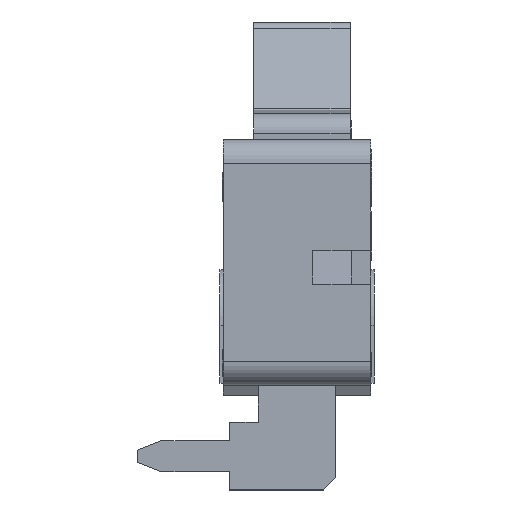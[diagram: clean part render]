
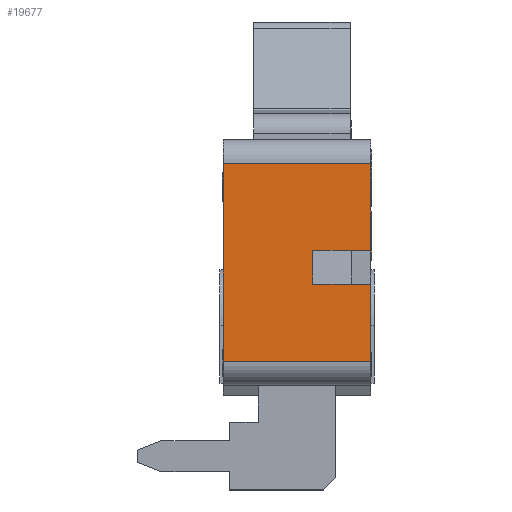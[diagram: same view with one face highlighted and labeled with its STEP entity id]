
A CAD part, left-side view. The second image highlights one B-rep face of the part: STEP entity #19677.
In plain terms, the highlighted planar face has unit normal (-1, 0, 0).
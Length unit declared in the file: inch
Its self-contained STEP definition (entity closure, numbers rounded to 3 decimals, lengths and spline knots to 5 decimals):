
#2596=CARTESIAN_POINT('',(-0.20079,-0.24016,0.12205));
#2597=VERTEX_POINT('',#2596);
#2604=CARTESIAN_POINT('',(-0.20079,-0.14567,0.12205));
#2605=VERTEX_POINT('',#2604);
#2606=CARTESIAN_POINT('',(-0.20079,-0.14567,0.12205));
#2607=DIRECTION('',(0.0,-1.0,0.0));
#2608=VECTOR('',#2607,0.09449);
#2609=LINE('',#2606,#2608);
#2610=EDGE_CURVE('',#2605,#2597,#2609,.T.);
#16255=CARTESIAN_POINT('',(-0.20079,-0.24016,0.06693));
#16256=VERTEX_POINT('',#16255);
#16263=CARTESIAN_POINT('',(-0.20079,-0.24016,-0.05906));
#16264=VERTEX_POINT('',#16263);
#16265=CARTESIAN_POINT('',(-0.20079,-0.24016,-0.05906));
#16266=DIRECTION('',(0.0,0.0,1.0));
#16267=VECTOR('',#16266,0.12598);
#16268=LINE('',#16265,#16267);
#16269=EDGE_CURVE('',#16264,#16256,#16268,.T.);
#16425=CARTESIAN_POINT('',(-0.20079,-0.24016,0.26378));
#16426=VERTEX_POINT('',#16425);
#16434=CARTESIAN_POINT('',(-0.20079,-0.24016,0.12205));
#16435=DIRECTION('',(0.0,0.0,1.0));
#16436=VECTOR('',#16435,0.14173);
#16437=LINE('',#16434,#16436);
#16438=EDGE_CURVE('',#2597,#16426,#16437,.T.);
#17188=CARTESIAN_POINT('',(-0.20079,-0.14567,0.06693));
#17189=VERTEX_POINT('',#17188);
#17198=CARTESIAN_POINT('',(-0.20079,-0.24016,0.06693));
#17199=DIRECTION('',(0.0,1.0,0.0));
#17200=VECTOR('',#17199,0.09449);
#17201=LINE('',#17198,#17200);
#17202=EDGE_CURVE('',#16256,#17189,#17201,.T.);
#17919=CARTESIAN_POINT('',(-0.20079,0.0,-0.05906));
#17920=VERTEX_POINT('',#17919);
#17928=CARTESIAN_POINT('',(-0.20079,0.0,0.26378));
#17929=VERTEX_POINT('',#17928);
#17930=CARTESIAN_POINT('',(-0.20079,0.0,0.26378));
#17931=DIRECTION('',(0.0,0.0,-1.0));
#17932=VECTOR('',#17931,0.32283);
#17933=LINE('',#17930,#17932);
#17934=EDGE_CURVE('',#17929,#17920,#17933,.T.);
#19641=CARTESIAN_POINT('',(-0.20079,-0.14567,0.06693));
#19642=DIRECTION('',(0.0,0.0,1.0));
#19643=VECTOR('',#19642,0.05512);
#19644=LINE('',#19641,#19643);
#19645=EDGE_CURVE('',#17189,#2605,#19644,.T.);
#19652=CARTESIAN_POINT('',(-0.20079,-0.25217,-0.0752));
#19653=DIRECTION('',(-1.0,0.0,0.0));
#19654=DIRECTION('',(0.0,0.0,1.0));
#19655=AXIS2_PLACEMENT_3D('',#19652,#19653,#19654);
#19656=PLANE('',#19655);
#19657=ORIENTED_EDGE('',*,*,#17934,.T.);
#19658=CARTESIAN_POINT('',(-0.20079,-0.24016,-0.05906));
#19659=DIRECTION('',(0.0,1.0,0.0));
#19660=VECTOR('',#19659,0.24016);
#19661=LINE('',#19658,#19660);
#19662=EDGE_CURVE('',#16264,#17920,#19661,.T.);
#19663=ORIENTED_EDGE('',*,*,#19662,.F.);
#19664=ORIENTED_EDGE('',*,*,#16269,.T.);
#19665=ORIENTED_EDGE('',*,*,#17202,.T.);
#19666=ORIENTED_EDGE('',*,*,#19645,.T.);
#19667=ORIENTED_EDGE('',*,*,#2610,.T.);
#19668=ORIENTED_EDGE('',*,*,#16438,.T.);
#19669=CARTESIAN_POINT('',(-0.20079,-0.24016,0.26378));
#19670=DIRECTION('',(0.0,1.0,0.0));
#19671=VECTOR('',#19670,0.24016);
#19672=LINE('',#19669,#19671);
#19673=EDGE_CURVE('',#16426,#17929,#19672,.T.);
#19674=ORIENTED_EDGE('',*,*,#19673,.T.);
#19675=EDGE_LOOP('',(#19657,#19663,#19664,#19665,#19666,#19667,#19668,#19674));
#19676=FACE_OUTER_BOUND('',#19675,.T.);
#19677=ADVANCED_FACE('',(#19676),#19656,.T.);
